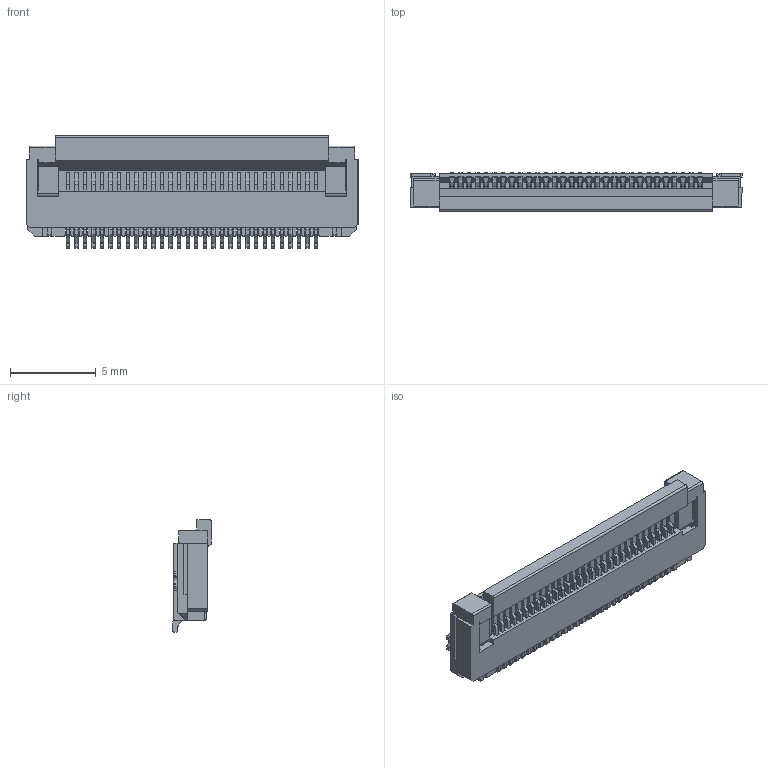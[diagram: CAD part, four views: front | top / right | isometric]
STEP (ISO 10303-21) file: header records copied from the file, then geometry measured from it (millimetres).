
FILE_DESCRIPTION (( 'STEP AP214' ), '1' );
FILE_NAME ('FFC05011-30SBB124W5M-REF .STEP', '2025-06-13T02:44:46', ( '' ), ( '' ), 'SwSTEP 2.0', 'SolidWorks 2021', '' );
FILE_SCHEMA (( 'AUTOMOTIVE_DESIGN' ));
Length unit declared in the file: millimetre
Products named in the file (1): FFC05011-30SBB124W5M-REF 
Bounding box: 19.4 x 2.25 x 6.57 mm (x, y, z)
Volume: 129.8 mm3; surface area: 1037.4 mm2
Topology: 1 solids, 1 shells, 2151 faces, 6963 edges, 4540 vertices
Faces by surface type: plane 1486, cylinder 665
Entity records: 76537 total; most frequent: ORIENTED_EDGE 13926, CARTESIAN_POINT 13673, DIRECTION 12595, EDGE_CURVE 6963, LINE 5623, VECTOR 5623, VERTEX_POINT 4540, AXIS2_PLACEMENT_3D 3486
